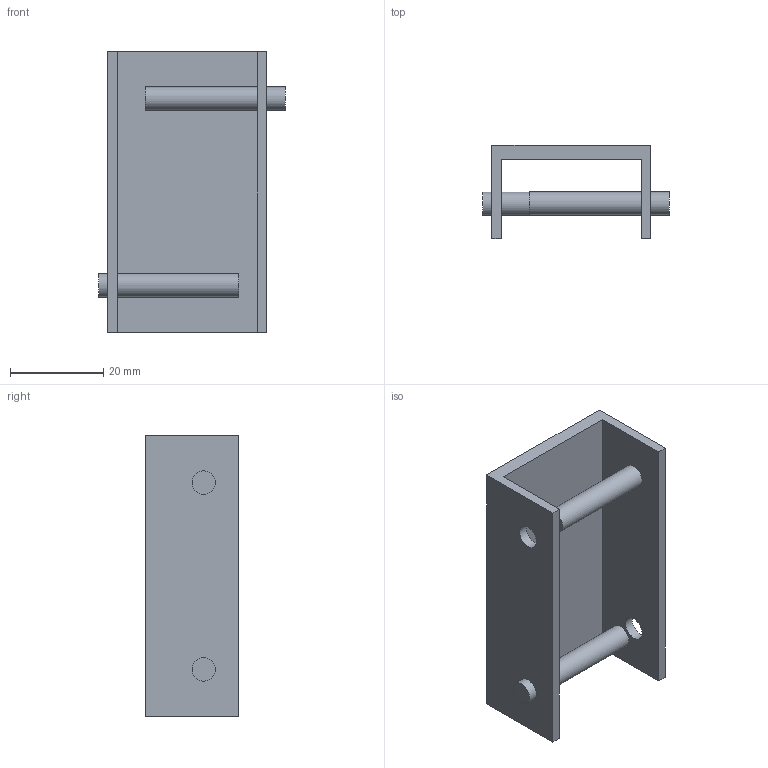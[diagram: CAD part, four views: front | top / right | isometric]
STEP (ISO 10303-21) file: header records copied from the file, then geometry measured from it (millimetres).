
FILE_DESCRIPTION(/* description */ (''),/* implementation_level */ '2;1');
FILE_NAME(/* name */ 'Lever_assembly_gear_hold_block v5.step',/* time_stamp */ '2025-07-18T16:42:25Z',/* author */ (''),/* organization */ (''),/* preprocessor_version */ 'ST-DEVELOPER v20.1',/* originating_system */ 'Autodesk Translation Framework v14.10.0.0',/* authorisation */ '');
FILE_SCHEMA (('AUTOMOTIVE_DESIGN { 1 0 10303 214 3 1 1 }'));
Length unit declared in the file: millimetre
Products named in the file (4): Lever_assembly_gear_hold_block; Component2; Component3; Component4
Assembly tree (3 placements, depth 2):
  Lever_assembly_gear_hold_block
    Component2
    Component3
    Component4
Bounding box: 40 x 20 x 60 mm (x, y, z)
Volume: 11221 mm3; surface area: 9849.6 mm2
Topology: 3 solids, 3 shells, 20 faces, 42 edges, 28 vertices
Faces by surface type: plane 14, cylinder 6
Full cylindrical faces by diameter (mm): 5 x6
Entity records: 671 total; most frequent: DIRECTION 108, CARTESIAN_POINT 97, ORIENTED_EDGE 84, EDGE_CURVE 42, AXIS2_PLACEMENT_3D 39, LINE 30, VECTOR 30, EDGE_LOOP 28
